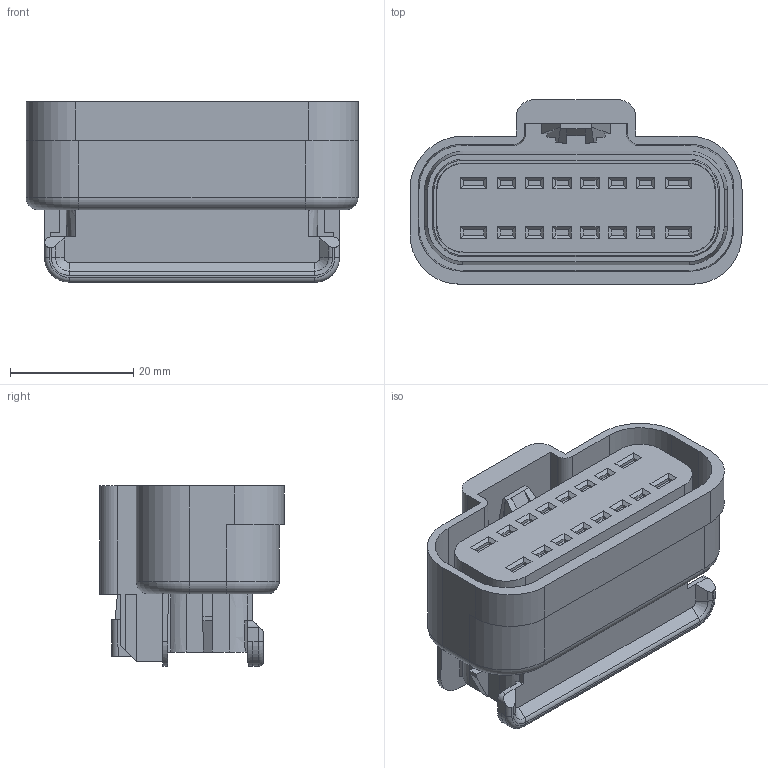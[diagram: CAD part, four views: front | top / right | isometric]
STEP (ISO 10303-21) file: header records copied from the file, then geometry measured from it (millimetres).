
FILE_DESCRIPTION(/* description */ (''),/* implementation_level */ '2;1');
FILE_NAME(/* name */ '15479301-ENV11_03-CONN.stp',/* time_stamp */ '2021-05-18T13:22:22+08:00',/* author */ (''),/* organization */ (''),/* preprocessor_version */ 'ST-DEVELOPER v16',/* originating_system */ 'SIEMENS PLM Software NX 11.0',/* authorisation */ '');
FILE_SCHEMA (('AUTOMOTIVE_DESIGN { 1 0 10303 214 3 1 1 1 }'));
Length unit declared in the file: millimetre
Products named in the file (1): 15479301-ENV11_03-CONN
Bounding box: 53.95 x 29.97 x 29.3 mm (x, y, z)
Volume: 23690.3 mm3; surface area: 12131.5 mm2
Topology: 1 solids, 1 shells, 389 faces, 997 edges, 632 vertices
Faces by surface type: plane 314, cylinder 43, bspline 16, cone 8, torus 8
Entity records: 11733 total; most frequent: CARTESIAN_POINT 2325, ORIENTED_EDGE 1994, DIRECTION 1826, EDGE_CURVE 997, LINE 842, VECTOR 842, VERTEX_POINT 632, AXIS2_PLACEMENT_3D 492
